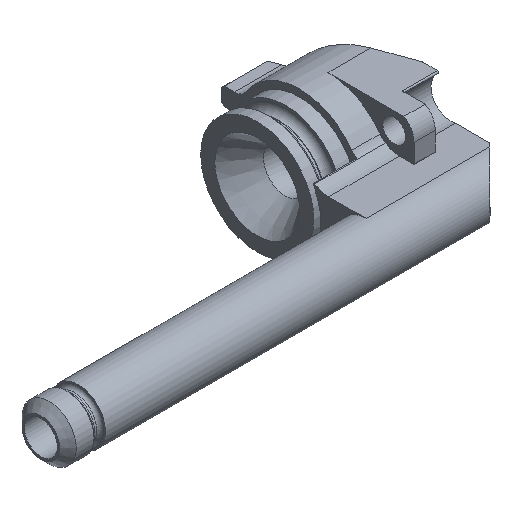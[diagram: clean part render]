
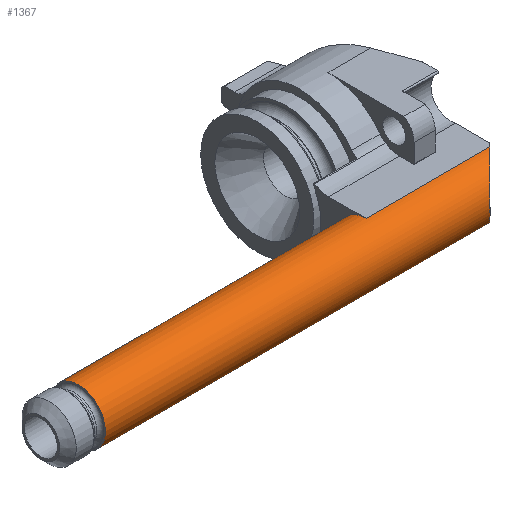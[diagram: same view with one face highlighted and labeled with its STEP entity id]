
A CAD part, isometric view. The second image highlights one B-rep face of the part: STEP entity #1367.
In plain terms, the highlighted cylindrical face has radius 6.096 mm (diameter 12.192 mm), a full revolution.
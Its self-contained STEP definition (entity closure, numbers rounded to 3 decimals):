
#37=ELLIPSE('',#1513,8.621,6.096);
#62=CYLINDRICAL_SURFACE('',#1512,6.096);
#122=FACE_OUTER_BOUND('',#201,.T.);
#201=EDGE_LOOP('',(#1115,#1116,#1117,#1118,#1119,#1120,#1121));
#243=LINE('',#2053,#355);
#258=LINE('',#2082,#370);
#317=LINE('',#2325,#429);
#355=VECTOR('',#1607,10.);
#370=VECTOR('',#1624,10.);
#429=VECTOR('',#1855,6.096);
#470=CIRCLE('',#1424,6.096);
#498=CIRCLE('',#1482,6.096);
#554=VERTEX_POINT('',#2046);
#555=VERTEX_POINT('',#2048);
#556=VERTEX_POINT('',#2052);
#569=VERTEX_POINT('',#2080);
#617=VERTEX_POINT('',#2232);
#687=EDGE_CURVE('',#555,#554,#470,.T.);
#689=EDGE_CURVE('',#555,#556,#243,.T.);
#704=EDGE_CURVE('',#554,#569,#258,.T.);
#776=EDGE_CURVE('',#617,#617,#498,.T.);
#815=EDGE_CURVE('',#617,#555,#317,.T.);
#816=EDGE_CURVE('',#569,#556,#37,.T.);
#1115=ORIENTED_EDGE('',*,*,#776,.T.);
#1116=ORIENTED_EDGE('',*,*,#815,.T.);
#1117=ORIENTED_EDGE('',*,*,#687,.T.);
#1118=ORIENTED_EDGE('',*,*,#704,.T.);
#1119=ORIENTED_EDGE('',*,*,#816,.T.);
#1120=ORIENTED_EDGE('',*,*,#689,.F.);
#1121=ORIENTED_EDGE('',*,*,#815,.F.);
#1367=ADVANCED_FACE('',(#122),#62,.T.);
#1424=AXIS2_PLACEMENT_3D('',#2049,#1602,#1603);
#1482=AXIS2_PLACEMENT_3D('',#2233,#1776,#1777);
#1512=AXIS2_PLACEMENT_3D('',#2324,#1853,#1854);
#1513=AXIS2_PLACEMENT_3D('',#2326,#1856,#1857);
#1602=DIRECTION('center_axis',(-1.,0.,0.));
#1603=DIRECTION('ref_axis',(0.,0.,-1.));
#1607=DIRECTION('',(1.,0.,0.));
#1624=DIRECTION('',(1.,0.,0.));
#1776=DIRECTION('center_axis',(1.,0.,0.));
#1777=DIRECTION('ref_axis',(0.,0.,1.));
#1853=DIRECTION('center_axis',(1.,0.,0.));
#1854=DIRECTION('ref_axis',(0.,0.,-1.));
#1855=DIRECTION('',(1.,0.,0.));
#1856=DIRECTION('center_axis',(-0.707,0.707,0.));
#1857=DIRECTION('ref_axis',(0.707,0.707,0.));
#2046=CARTESIAN_POINT('',(-26.988,-24.436,-6.096));
#2048=CARTESIAN_POINT('',(-26.988,-24.436,6.096));
#2049=CARTESIAN_POINT('Origin',(-26.988,-24.436,0.));
#2052=CARTESIAN_POINT('',(0.839,-24.436,6.096));
#2053=CARTESIAN_POINT('',(-11.113,-24.436,6.096));
#2080=CARTESIAN_POINT('',(0.839,-24.436,-6.096));
#2082=CARTESIAN_POINT('',(-11.113,-24.436,-6.096));
#2232=CARTESIAN_POINT('',(-91.631,-24.436,6.096));
#2233=CARTESIAN_POINT('Origin',(-91.631,-24.436,0.));
#2324=CARTESIAN_POINT('Origin',(-6.35,-24.436,0.));
#2325=CARTESIAN_POINT('',(-6.35,-24.436,6.096));
#2326=CARTESIAN_POINT('Origin',(0.839,-24.436,0.));
